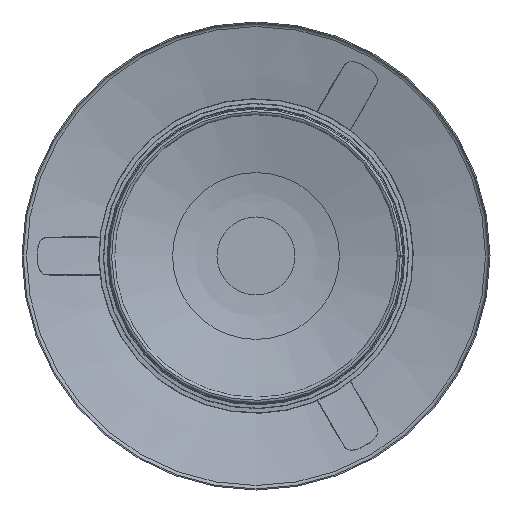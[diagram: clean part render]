
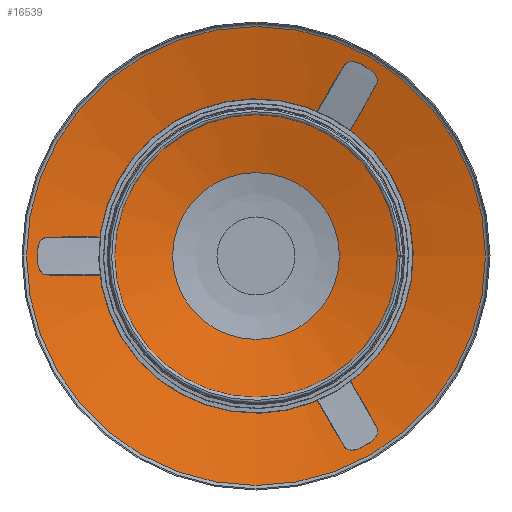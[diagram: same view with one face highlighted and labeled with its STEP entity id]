
A CAD part, front view. The second image highlights one B-rep face of the part: STEP entity #16539.
In plain terms, the highlighted conical face has half-angle 76.079 degrees and reference radius 84.246 mm.
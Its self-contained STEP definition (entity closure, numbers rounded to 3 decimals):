
#351=FACE_BOUND('',#5803,.T.);
#3907=CONICAL_SURFACE('',#18113,84.246,76.079);
#4687=FACE_OUTER_BOUND('',#5802,.T.);
#5802=EDGE_LOOP('',(#14876,#14877));
#5803=EDGE_LOOP('',(#14878));
#6683=CIRCLE('',#18112,123.577);
#6684=CIRCLE('',#18114,44.914);
#6685=CIRCLE('',#18115,44.914);
#8156=VERTEX_POINT('',#28223);
#8157=VERTEX_POINT('',#28226);
#8158=VERTEX_POINT('',#28227);
#10404=EDGE_CURVE('',#8156,#8156,#6683,.T.);
#10405=EDGE_CURVE('',#8157,#8158,#6684,.T.);
#10406=EDGE_CURVE('',#8158,#8157,#6685,.T.);
#14876=ORIENTED_EDGE('',*,*,#10405,.T.);
#14877=ORIENTED_EDGE('',*,*,#10406,.T.);
#14878=ORIENTED_EDGE('',*,*,#10404,.F.);
#16539=ADVANCED_FACE('',(#4687,#351),#3907,.F.);
#18112=AXIS2_PLACEMENT_3D('',#28224,#22552,#22553);
#18113=AXIS2_PLACEMENT_3D('',#28225,#22554,#22555);
#18114=AXIS2_PLACEMENT_3D('',#28228,#22556,#22557);
#18115=AXIS2_PLACEMENT_3D('',#28229,#22558,#22559);
#22552=DIRECTION('center_axis',(0.,1.,0.));
#22553=DIRECTION('ref_axis',(-1.,0.,0.));
#22554=DIRECTION('center_axis',(0.,-1.,0.));
#22555=DIRECTION('ref_axis',(-1.,0.,0.));
#22556=DIRECTION('center_axis',(0.,1.,0.));
#22557=DIRECTION('ref_axis',(-1.,0.,0.));
#22558=DIRECTION('center_axis',(0.,1.,0.));
#22559=DIRECTION('ref_axis',(-1.,0.,0.));
#28223=CARTESIAN_POINT('',(-123.577,20.982,0.));
#28224=CARTESIAN_POINT('Origin',(0.,20.982,
0.));
#28225=CARTESIAN_POINT('Origin',(0.,30.731,
0.));
#28226=CARTESIAN_POINT('',(-44.914,40.48,0.));
#28227=CARTESIAN_POINT('',(0.,40.48,-44.914));
#28228=CARTESIAN_POINT('Origin',(0.,40.48,
0.));
#28229=CARTESIAN_POINT('Origin',(0.,40.48,
0.));
